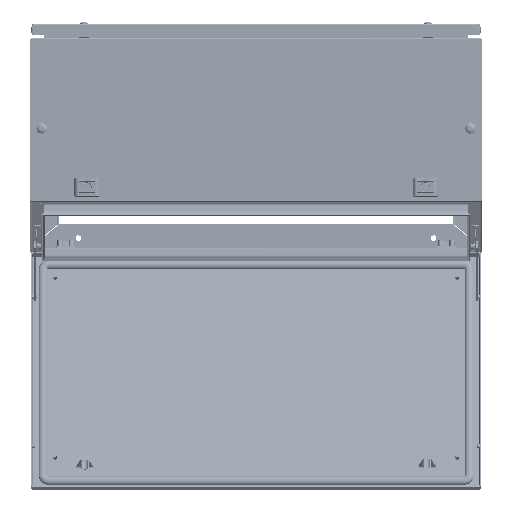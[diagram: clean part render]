
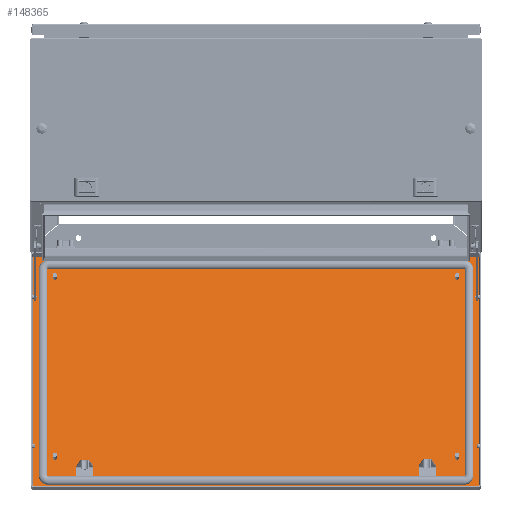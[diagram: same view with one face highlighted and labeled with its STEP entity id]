
A CAD part, top view. The second image highlights one B-rep face of the part: STEP entity #148365.
In plain terms, the highlighted face is planar.
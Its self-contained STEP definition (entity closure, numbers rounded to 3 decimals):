
#29807 = EDGE_CURVE ( 'NONE', #33594, #33592, #85688, .T. ) ;
#29809 = EDGE_CURVE ( 'NONE', #33598, #33594, #85685, .T. ) ;
#29810 = EDGE_CURVE ( 'NONE', #33606, #33598, #85690, .T. ) ;
#29812 = EDGE_CURVE ( 'NONE', #33592, #33606, #85692, .T. ) ;
#33592 = VERTEX_POINT ( 'NONE', #69478 ) ;
#33594 = VERTEX_POINT ( 'NONE', #69481 ) ;
#33598 = VERTEX_POINT ( 'NONE', #69487 ) ;
#33606 = VERTEX_POINT ( 'NONE', #69498 ) ;
#42378 = CARTESIAN_POINT ( 'NONE',  ( -219.5, -396.5, 2. ) ) ;
#42385 = PLANE ( 'NONE',  #117260 ) ;
#42387 = DIRECTION ( 'NONE',  ( 0., 0., 1. ) ) ;
#42388 = DIRECTION ( 'NONE',  ( 1., 0., 0. ) ) ;
#53947 = CARTESIAN_POINT ( 'NONE',  ( -219.5, 395.5, 2. ) ) ;
#53949 = CARTESIAN_POINT ( 'NONE',  ( 218.5, 395.5, 2. ) ) ;
#53957 = CARTESIAN_POINT ( 'NONE',  ( 219.5, -395.5, 2. ) ) ;
#53959 = CARTESIAN_POINT ( 'NONE',  ( -218.5, -395.5, 2. ) ) ;
#53961 = DIRECTION ( 'NONE',  ( -1., 0., 0. ) ) ;
#53962 = DIRECTION ( 'NONE',  ( 0., -1., 0. ) ) ;
#53967 = DIRECTION ( 'NONE',  ( 1., 0., 0. ) ) ;
#53972 = DIRECTION ( 'NONE',  ( 0., 1., 0. ) ) ;
#61575 = ORIENTED_EDGE ( 'NONE', *, *, #29807, .F. ) ;
#61578 = ORIENTED_EDGE ( 'NONE', *, *, #29809, .F. ) ;
#61582 = ORIENTED_EDGE ( 'NONE', *, *, #29810, .F. ) ;
#61585 = ORIENTED_EDGE ( 'NONE', *, *, #29812, .F. ) ;
#69478 = CARTESIAN_POINT ( 'NONE',  ( -218.5, -395.5, 2. ) ) ;
#69481 = CARTESIAN_POINT ( 'NONE',  ( 218.5, -395.5, 2. ) ) ;
#69487 = CARTESIAN_POINT ( 'NONE',  ( 218.5, 395.5, 2. ) ) ;
#69498 = CARTESIAN_POINT ( 'NONE',  ( -218.5, 395.5, 2. ) ) ;
#85685 = LINE ( 'NONE', #53949, #85693 ) ;
#85688 = LINE ( 'NONE', #53957, #85691 ) ;
#85690 = LINE ( 'NONE', #53947, #85695 ) ;
#85691 = VECTOR ( 'NONE', #53961, 1000. ) ;
#85692 = LINE ( 'NONE', #53959, #85697 ) ;
#85693 = VECTOR ( 'NONE', #53962, 1000. ) ;
#85695 = VECTOR ( 'NONE', #53967, 1000. ) ;
#85697 = VECTOR ( 'NONE', #53972, 1000. ) ;
#117260 = AXIS2_PLACEMENT_3D ( 'NONE', #42378, #42387, #42388 ) ;
#142846 = EDGE_LOOP ( 'NONE', ( #61575, #61578, #61582, #61585 ) ) ;
#148365 = ADVANCED_FACE ( 'NONE', ( #156698 ), #42385, .T. ) ;
#156698 = FACE_OUTER_BOUND ( 'NONE', #142846, .T. ) ;
